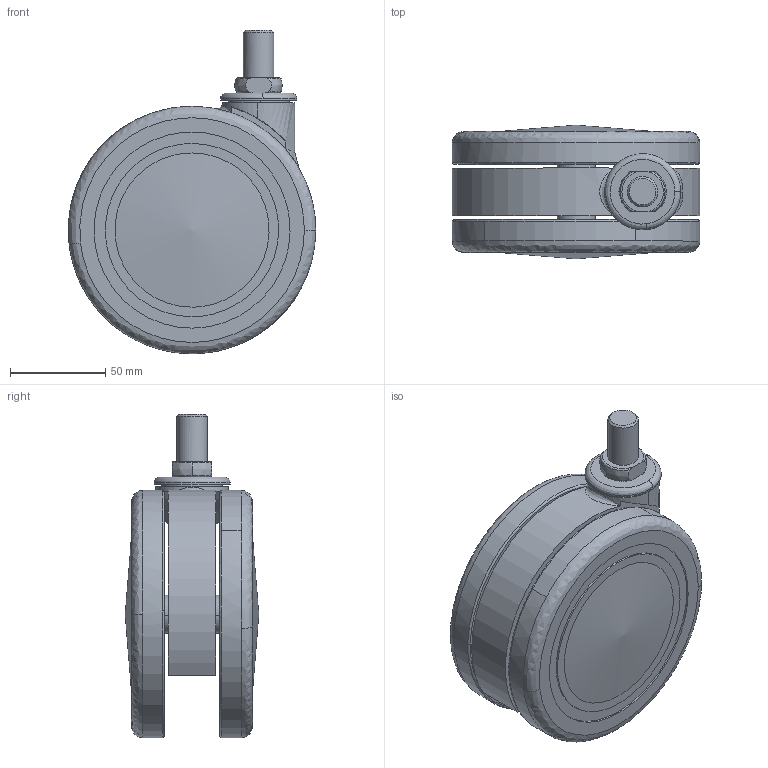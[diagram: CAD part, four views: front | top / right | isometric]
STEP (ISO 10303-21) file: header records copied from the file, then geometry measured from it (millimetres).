
FILE_DESCRIPTION((''),'2;1');
FILE_NAME('','2006-10-31T08:38:23',(''),(''),'','CADfix','');
FILE_SCHEMA(('AUTOMOTIVE_DESIGN'));
Length unit declared in the file: millimetre
Products named in the file (5): wheel_mr; wheel; main shaft; body; TE130N16_5201_36
Assembly tree (4 placements, depth 2):
  TE130N16_5201_36
    wheel_mr
    wheel
    main shaft
    body
Bounding box: 130 x 70.2 x 170 mm (x, y, z)
Volume: 599744.1 mm3; surface area: 134986.4 mm2
Topology: 4 solids, 4 shells, 158 faces, 494 edges, 354 vertices
Faces by surface type: bspline 158
Entity records: 7368 total; most frequent: CARTESIAN_POINT 4617, ORIENTED_EDGE 980, EDGE_CURVE 490, VERTEX_POINT 354, EDGE_LOOP 182, QUASI_UNIFORM_CURVE 173, FACE_OUTER_BOUND 158, ADVANCED_FACE 158
